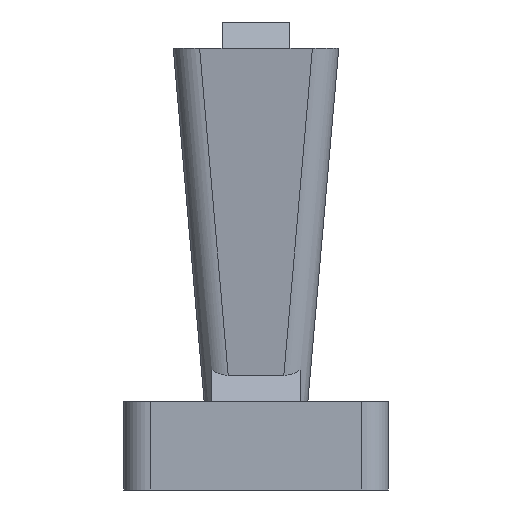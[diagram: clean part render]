
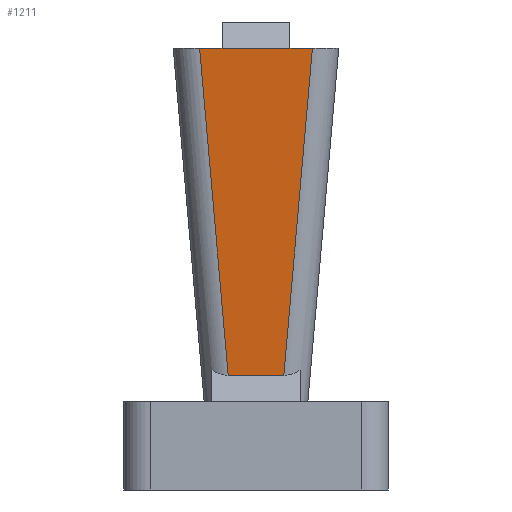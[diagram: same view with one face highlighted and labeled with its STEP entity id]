
A CAD part, left-side view. The second image highlights one B-rep face of the part: STEP entity #1211.
In plain terms, the highlighted planar face has unit normal (-0.996, 0, -0.087).
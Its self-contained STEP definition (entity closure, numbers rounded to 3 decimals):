
#81=FACE_OUTER_BOUND('',#149,.T.);
#149=EDGE_LOOP('',(#884,#885,#886,#887,#888,#889));
#212=LINE('',#1766,#358);
#249=LINE('',#1865,#395);
#250=LINE('',#1867,#396);
#253=LINE('',#1875,#399);
#254=LINE('',#1877,#400);
#255=LINE('',#1878,#401);
#358=VECTOR('',#1408,10.);
#395=VECTOR('',#1503,10.);
#396=VECTOR('',#1506,10.);
#399=VECTOR('',#1513,10.);
#400=VECTOR('',#1514,10.);
#401=VECTOR('',#1515,10.);
#503=VERTEX_POINT('',#1759);
#506=VERTEX_POINT('',#1764);
#535=VERTEX_POINT('',#1856);
#539=VERTEX_POINT('',#1863);
#542=VERTEX_POINT('',#1874);
#543=VERTEX_POINT('',#1876);
#620=EDGE_CURVE('',#503,#506,#212,.T.);
#670=EDGE_CURVE('',#539,#535,#249,.T.);
#671=EDGE_CURVE('',#506,#535,#250,.T.);
#675=EDGE_CURVE('',#542,#539,#253,.T.);
#676=EDGE_CURVE('',#543,#542,#254,.T.);
#677=EDGE_CURVE('',#543,#503,#255,.T.);
#884=ORIENTED_EDGE('',*,*,#670,.F.);
#885=ORIENTED_EDGE('',*,*,#675,.F.);
#886=ORIENTED_EDGE('',*,*,#676,.F.);
#887=ORIENTED_EDGE('',*,*,#677,.T.);
#888=ORIENTED_EDGE('',*,*,#620,.T.);
#889=ORIENTED_EDGE('',*,*,#671,.T.);
#1150=PLANE('',#1311);
#1211=ADVANCED_FACE('',(#81),#1150,.T.);
#1311=AXIS2_PLACEMENT_3D('',#1873,#1511,#1512);
#1408=DIRECTION('',(0.,1.,0.));
#1503=DIRECTION('',(-0.087,0.087,0.992));
#1506=DIRECTION('',(0.,1.,0.));
#1511=DIRECTION('center_axis',(-0.996,0.,-0.087));
#1512=DIRECTION('ref_axis',(0.,-1.,0.));
#1513=DIRECTION('',(0.,1.,0.));
#1514=DIRECTION('',(0.087,0.087,-0.992));
#1515=DIRECTION('',(0.,1.,0.));
#1759=CARTESIAN_POINT('',(35.626,11.15,50.));
#1764=CARTESIAN_POINT('',(35.626,18.85,50.));
#1766=CARTESIAN_POINT('',(35.626,12.5,50.));
#1856=CARTESIAN_POINT('',(35.626,21.386,50.));
#1863=CARTESIAN_POINT('',(38.864,18.148,12.989));
#1865=CARTESIAN_POINT('',(40.015,16.996,-0.173));
#1867=CARTESIAN_POINT('',(35.626,12.5,50.));
#1873=CARTESIAN_POINT('Origin',(40.,10.,0.));
#1874=CARTESIAN_POINT('',(38.864,11.852,12.989));
#1875=CARTESIAN_POINT('',(38.864,12.5,12.989));
#1876=CARTESIAN_POINT('',(35.626,8.614,50.));
#1877=CARTESIAN_POINT('',(40.023,13.011,-0.259));
#1878=CARTESIAN_POINT('',(35.626,12.5,50.));
